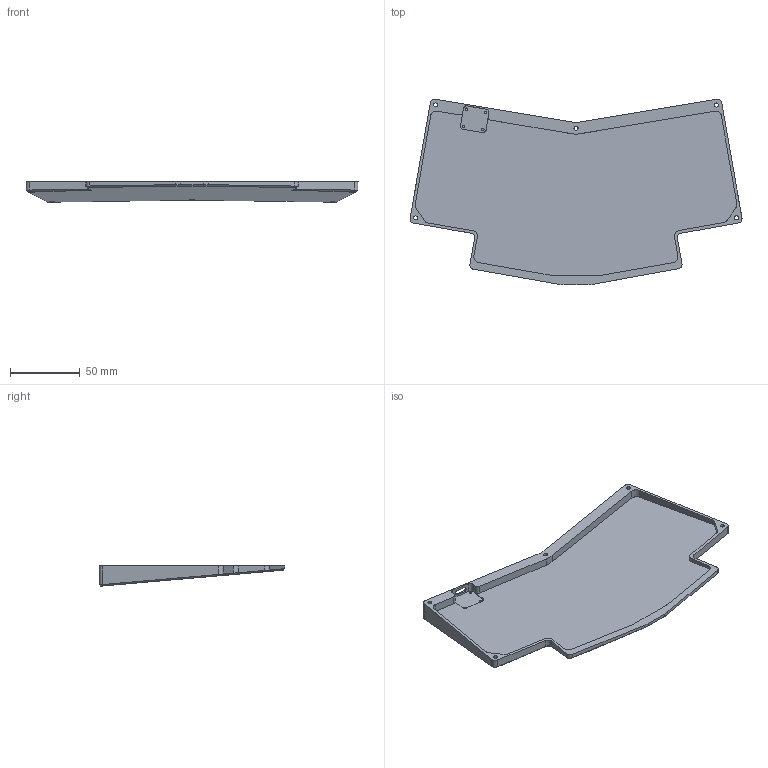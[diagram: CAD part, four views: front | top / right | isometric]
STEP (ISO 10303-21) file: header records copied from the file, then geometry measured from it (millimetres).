
FILE_DESCRIPTION(/* description */ (''),/* implementation_level */ '2;1');
FILE_NAME(/* name */ 'AlphaStag_Bottom-Case.step',/* time_stamp */ '2023-01-19T08:49:10-08:00',/* author */ (''),/* organization */ (''),/* preprocessor_version */ 'ST-DEVELOPER v19.2',/* originating_system */ 'Autodesk Translation Framework v11.17.0.187',/* authorisation */ '');
FILE_SCHEMA (('AUTOMOTIVE_DESIGN { 1 0 10303 214 3 1 1 }'));
Length unit declared in the file: millimetre
Products named in the file (1): AlphaStag
Bounding box: 237.5 x 132.85 x 14.53 mm (x, y, z)
Volume: 129884.5 mm3; surface area: 57769.6 mm2
Topology: 1 solids, 1 shells, 136 faces, 358 edges, 230 vertices
Faces by surface type: plane 53, cylinder 48, bspline 31, cone 4
Full cylindrical faces by diameter (mm): 1.623 x4, 2.9 x5, 4.9 x5
Entity records: 4695 total; most frequent: CARTESIAN_POINT 1420, ORIENTED_EDGE 708, DIRECTION 589, EDGE_CURVE 354, VERTEX_POINT 230, LINE 207, VECTOR 207, AXIS2_PLACEMENT_3D 191
